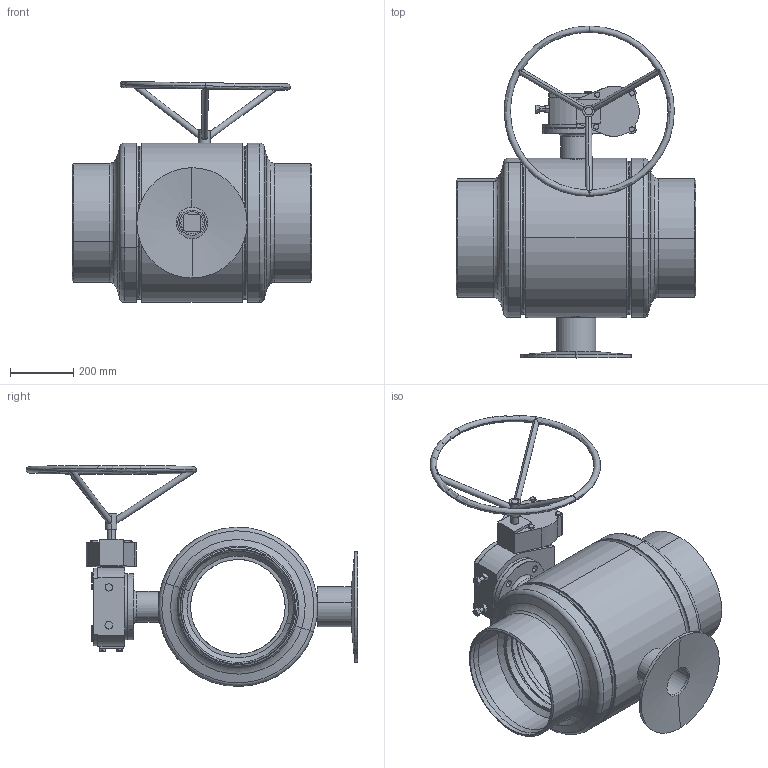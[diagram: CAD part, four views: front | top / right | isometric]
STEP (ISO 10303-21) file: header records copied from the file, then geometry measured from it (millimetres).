
FILE_DESCRIPTION (( 'STEP AP214' ), '1' );
FILE_NAME ('DN350涡轮球阀PN25.STEP', '2023-10-08T06:15:11', ( '' ), ( '' ), 'SwSTEP 2.0', 'SolidWorks 2019', '' );
FILE_SCHEMA (( 'AUTOMOTIVE_DESIGN' ));
Length unit declared in the file: millimetre
Products named in the file (10): Q61F-350-3概裝; 恘謫350; Q61F-350-7粣杶珨; 350晚概极; 盓殤埴攫350; DN350-概极; 350瑩; 350埴攫盓殤奪; DN350恦謫⑩概PN25; 忒謫350
Assembly tree (10 placements, depth 2):
  DN350恦謫⑩概PN25
    DN350-概极
    350晚概极  x2
    Q61F-350-7粣杶珨
    Q61F-350-3概裝
    350埴攫盓殤奪
    盓殤埴攫350
    恘謫350
    忒謫350
    350瑩
Bounding box: 760 x 1052 x 700.69 mm (x, y, z)
Volume: 38782348.1 mm3; surface area: 3566063.6 mm2
Topology: 20 solids, 24 shells, 760 faces, 1658 edges, 1048 vertices
Faces by surface type: plane 316, cylinder 270, cone 144, torus 30
Entity records: 20912 total; most frequent: CARTESIAN_POINT 5052, DIRECTION 3170, ORIENTED_EDGE 2880, EDGE_CURVE 1440, AXIS2_PLACEMENT_3D 1252, VERTEX_POINT 912, EDGE_LOOP 764, VECTOR 666
